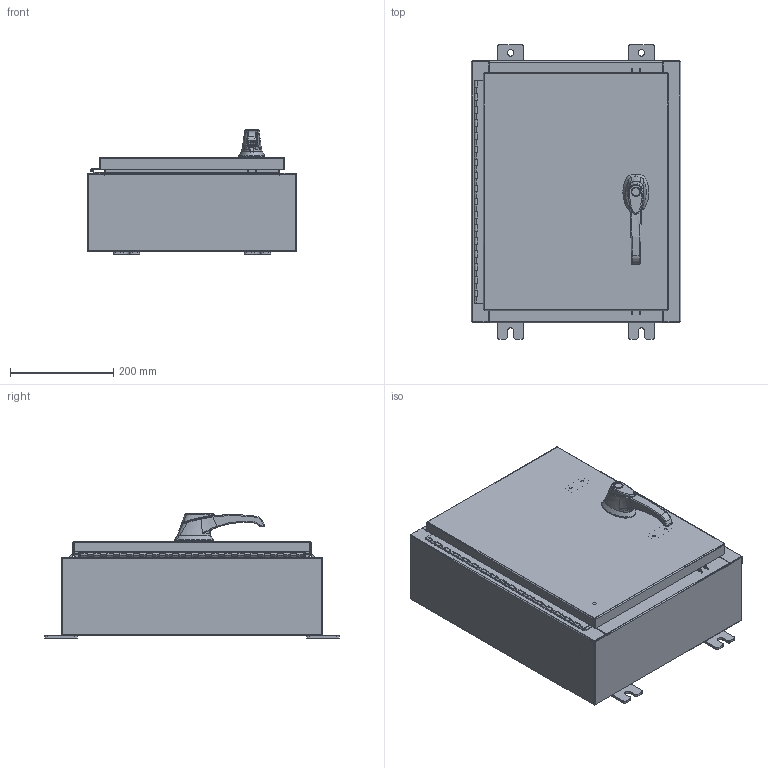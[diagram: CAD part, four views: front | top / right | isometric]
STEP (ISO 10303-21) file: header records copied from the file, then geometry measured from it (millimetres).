
FILE_DESCRIPTION (( 'STEP AP203' ), '1' );
FILE_NAME ('N20H1606ALWP3PT.STEP', '2014-03-20T15:50:00', ( 'changeme' ), ( 'Microsoft' ), 'SwSTEP 2.0', 'SolidWorks 2013', '' );
FILE_SCHEMA (( 'CONFIG_CONTROL_DESIGN' ));
Length unit declared in the file: inch
Products named in the file (29): N20H1606ALWP3PT Top; N20H1606ALWP3PT 263033_Industrilas; g26103103_26163303; 26161102; N20H1606ALWP3PT; N20H1606ALWP3PT Defeater Handle - 3 - 2500-51 ZN; 033060_032151; 297026; N20H1606ALWP3PT Backpanel; NMP-SS-RODGUIDES; 297025; 21130102; N20H1606ALWP3PT Mounting Studs; 10_30 CD Stud; 012103_012102; N20H1606ALWP3PT Hinge Enclosure Side2; N20H1606ALWP3PT Defeater Handle Rod; 00005309_G26103101; N20H1606ALWP3PT Hinge Cover Side; N20H1606ALWP3PT Cover; 2616310101; N20H1606ALWP3PT 125 Pin Hinge; N20H1606ALWP3PT Body; 00005310_26163101; N20H1606ALWP3PT Mounting Feet; N20H1606ALWP3PT Bottom; 022151; 00005090; Quarter-20 CD Stud
Assembly tree (41 placements, depth 4):
  N20H1606ALWP3PT
    N20H1606ALWP3PT Backpanel
    N20H1606ALWP3PT Mounting Studs  x4
    N20H1606ALWP3PT 125 Pin Hinge
      N20H1606ALWP3PT Hinge Enclosure Side2
      N20H1606ALWP3PT Hinge Cover Side
    N20H1606ALWP3PT Mounting Feet  x4
    Quarter-20 CD Stud  x2
    N20H1606ALWP3PT 263033_Industrilas
      26161102
      297026
      21130102
      00005090
      g26103103_26163303
      033060_032151  x2
      297025
      012103_012102
      00005310_26163101
        00005309_G26103101
        2616310101
      022151
    N20H1606ALWP3PT Defeater Handle - 3 - 2500-51 ZN
    NMP-SS-RODGUIDES  x2
    10_30 CD Stud  x4
    N20H1606ALWP3PT Defeater Handle Rod  x2
    N20H1606ALWP3PT Cover
    N20H1606ALWP3PT Body
    N20H1606ALWP3PT Bottom
    N20H1606ALWP3PT Top
Bounding box: 406.4 x 571.5 x 241.17 mm (x, y, z)
Volume: 2161001 mm3; surface area: 2085583.3 mm2
Topology: 37 solids, 39 shells, 2402 faces, 5964 edges, 3664 vertices
Faces by surface type: cylinder 869, plane 835, bspline 337, cone 313, torus 48
Entity records: 110592 total; most frequent: CARTESIAN_POINT 58140, ORIENTED_EDGE 10834, DIRECTION 9307, EDGE_CURVE 5418, AXIS2_PLACEMENT_3D 3428, VERTEX_POINT 3334, LINE 2451, VECTOR 2451
